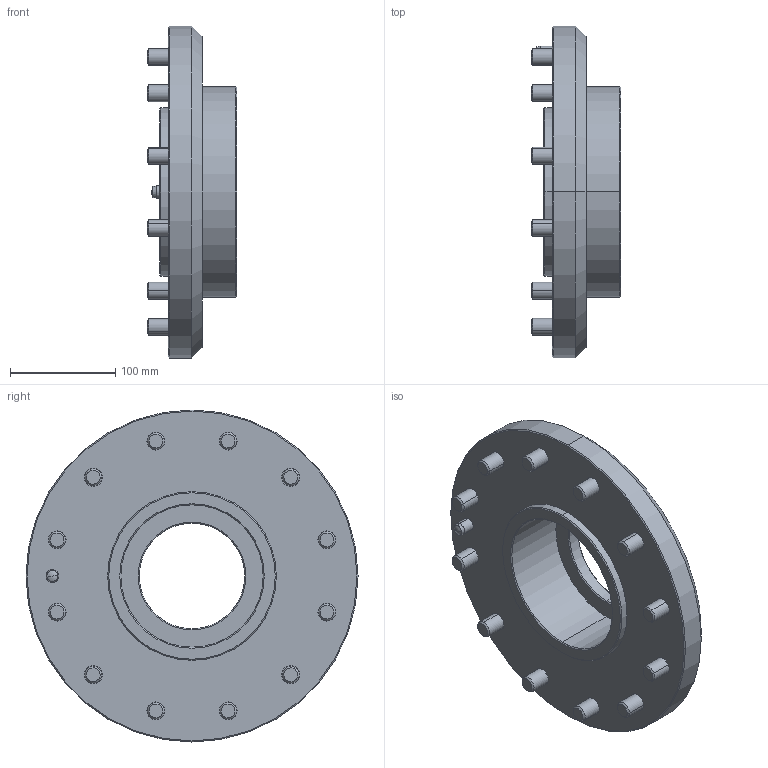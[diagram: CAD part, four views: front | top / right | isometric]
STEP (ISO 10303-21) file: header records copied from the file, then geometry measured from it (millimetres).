
FILE_DESCRIPTION (( 'STEP AP203' ), '1' );
FILE_NAME ('P4503.STEP', '2019-07-12T13:04:01', ( 'admin' ), ( '' ), 'SwSTEP 2.0', 'SolidWorks 2017', '' );
FILE_SCHEMA (( 'CONFIG_CONTROL_DESIGN' ));
Length unit declared in the file: millimetre
Products named in the file (1): P4503
Bounding box: 85 x 315 x 315 mm (x, y, z)
Volume: 2664437 mm3; surface area: 299783.4 mm2
Topology: 14 solids, 14 shells, 368 faces, 812 edges, 498 vertices
Faces by surface type: plane 138, cylinder 136, cone 68, torus 24, sphere 2
Entity records: 10079 total; most frequent: DIRECTION 1890, CARTESIAN_POINT 1653, ORIENTED_EDGE 1572, EDGE_CURVE 786, AXIS2_PLACEMENT_3D 735, VERTEX_POINT 498, EDGE_LOOP 448, VECTOR 420
